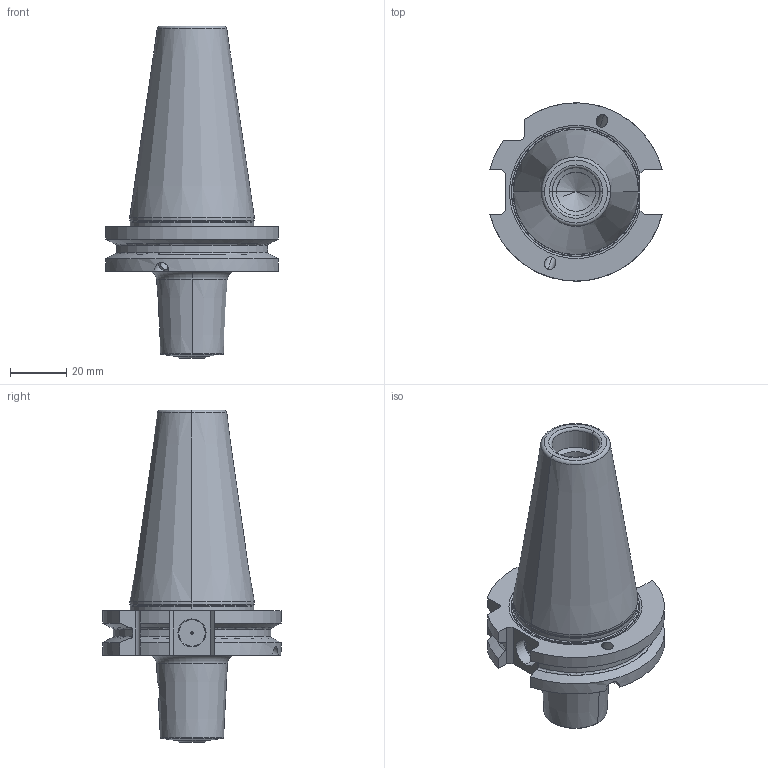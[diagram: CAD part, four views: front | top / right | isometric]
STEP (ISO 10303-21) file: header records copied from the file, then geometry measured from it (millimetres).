
FILE_DESCRIPTION((''),'2;1');
FILE_NAME('607225384-000-02-E43','2025-02-21T11:32:29',('muellerst1'),(''),'CREO PARAMETRIC BY PTC INC, 2021184','CREO PARAMETRIC BY PTC INC, 2021184','');
FILE_SCHEMA(('AP242_MANAGED_MODEL_BASED_3D_ENGINEERING_MIM_LF { 1 0 10303 442 1 1 4 }'));
Length unit declared in the file: millimetre
Products named in the file (1): 607225384-000-02-E43
Bounding box: 61.48 x 63.54 x 118.4 mm (x, y, z)
Volume: 117740.9 mm3; surface area: 22729.4 mm2
Topology: 1 solids, 2 shells, 198 faces, 462 edges, 274 vertices
Faces by surface type: cone 63, cylinder 60, plane 50, torus 25
Entity records: 9060 total; most frequent: CARTESIAN_POINT 2591, DIRECTION 979, ORIENTED_EDGE 912, PRESENTATION_STYLE_ASSIGNMENT 465, STYLED_ITEM 465, CURVE_STYLE 464, EDGE_CURVE 456, AXIS2_PLACEMENT_3D 395
